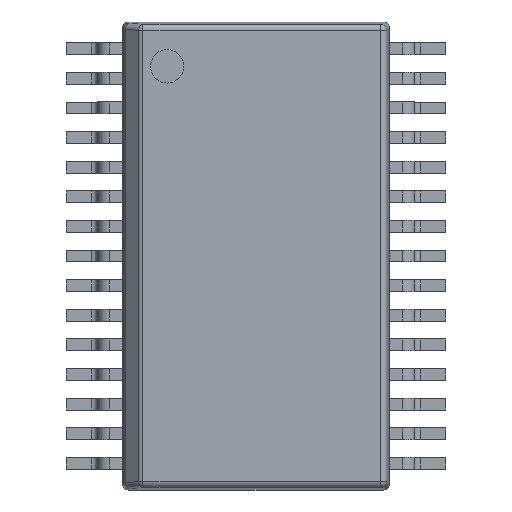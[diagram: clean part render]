
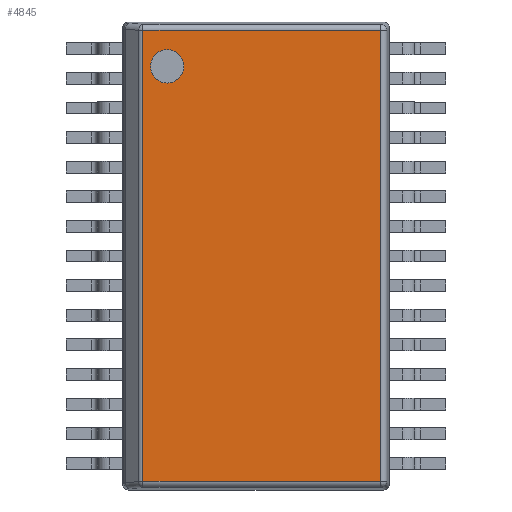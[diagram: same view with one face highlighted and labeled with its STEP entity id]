
A CAD part, top view. The second image highlights one B-rep face of the part: STEP entity #4845.
In plain terms, the highlighted planar face has unit normal (0, 0, 1).
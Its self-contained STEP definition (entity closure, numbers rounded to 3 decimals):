
#4000 = CYLINDRICAL_SURFACE('',#4001,0.1);
#4001 = AXIS2_PLACEMENT_3D('',#4002,#4003,#4004);
#4002 = CARTESIAN_POINT('',(0.3,7.757,1.1));
#4003 = DIRECTION('',(1.,0.,0.));
#4004 = DIRECTION('',(-0.,0.995,0.105));
#4201 = CYLINDRICAL_SURFACE('',#4202,0.1);
#4202 = AXIS2_PLACEMENT_3D('',#4203,#4204,#4205);
#4203 = CARTESIAN_POINT('',(0.3,0.143,1.1));
#4204 = DIRECTION('',(1.,-0.,0.));
#4205 = DIRECTION('',(-0.,-0.995,0.105));
#4302 = CYLINDRICAL_SURFACE('',#4303,0.1);
#4303 = AXIS2_PLACEMENT_3D('',#4304,#4305,#4306);
#4304 = CARTESIAN_POINT('',(0.341,0.053,1.1));
#4305 = DIRECTION('',(0.,1.,0.));
#4306 = DIRECTION('',(-0.707,0.,0.707));
#4463 = VERTEX_POINT('',#4464);
#4464 = CARTESIAN_POINT('',(0.341,7.757,1.2));
#4497 = EDGE_CURVE('',#4463,#4498,#4500,.T.);
#4498 = VERTEX_POINT('',#4499);
#4499 = CARTESIAN_POINT('',(4.357,7.757,1.2));
#4500 = SURFACE_CURVE('',#4501,(#4505,#4512),.PCURVE_S1.);
#4501 = LINE('',#4502,#4503);
#4502 = CARTESIAN_POINT('',(0.3,7.757,1.2));
#4503 = VECTOR('',#4504,1.);
#4504 = DIRECTION('',(1.,0.,0.));
#4505 = PCURVE('',#4000,#4506);
#4506 = DEFINITIONAL_REPRESENTATION('',(#4507),#4511);
#4507 = LINE('',#4508,#4509);
#4508 = CARTESIAN_POINT('',(1.466,0.));
#4509 = VECTOR('',#4510,1.);
#4510 = DIRECTION('',(0.,1.));
#4511 = ( GEOMETRIC_REPRESENTATION_CONTEXT(2) 
PARAMETRIC_REPRESENTATION_CONTEXT() REPRESENTATION_CONTEXT('2D SPACE',''
  ) );
#4512 = PCURVE('',#4513,#4518);
#4513 = PLANE('',#4514);
#4514 = AXIS2_PLACEMENT_3D('',#4515,#4516,#4517);
#4515 = CARTESIAN_POINT('',(0.,0.,1.2));
#4516 = DIRECTION('',(0.,0.,1.));
#4517 = DIRECTION('',(1.,0.,-0.));
#4518 = DEFINITIONAL_REPRESENTATION('',(#4519),#4523);
#4519 = LINE('',#4520,#4521);
#4520 = CARTESIAN_POINT('',(0.3,7.757));
#4521 = VECTOR('',#4522,1.);
#4522 = DIRECTION('',(1.,0.));
#4523 = ( GEOMETRIC_REPRESENTATION_CONTEXT(2) 
PARAMETRIC_REPRESENTATION_CONTEXT() REPRESENTATION_CONTEXT('2D SPACE',''
  ) );
#4641 = VERTEX_POINT('',#4642);
#4642 = CARTESIAN_POINT('',(0.341,0.143,1.2));
#4675 = EDGE_CURVE('',#4641,#4676,#4678,.T.);
#4676 = VERTEX_POINT('',#4677);
#4677 = CARTESIAN_POINT('',(4.357,0.143,1.2));
#4678 = SURFACE_CURVE('',#4679,(#4683,#4690),.PCURVE_S1.);
#4679 = LINE('',#4680,#4681);
#4680 = CARTESIAN_POINT('',(0.3,0.143,1.2));
#4681 = VECTOR('',#4682,1.);
#4682 = DIRECTION('',(1.,-0.,0.));
#4683 = PCURVE('',#4201,#4684);
#4684 = DEFINITIONAL_REPRESENTATION('',(#4685),#4689);
#4685 = LINE('',#4686,#4687);
#4686 = CARTESIAN_POINT('',(-1.466,0.));
#4687 = VECTOR('',#4688,1.);
#4688 = DIRECTION('',(-0.,1.));
#4689 = ( GEOMETRIC_REPRESENTATION_CONTEXT(2) 
PARAMETRIC_REPRESENTATION_CONTEXT() REPRESENTATION_CONTEXT('2D SPACE',''
  ) );
#4690 = PCURVE('',#4513,#4691);
#4691 = DEFINITIONAL_REPRESENTATION('',(#4692),#4696);
#4692 = LINE('',#4693,#4694);
#4693 = CARTESIAN_POINT('',(0.3,0.143));
#4694 = VECTOR('',#4695,1.);
#4695 = DIRECTION('',(1.,0.));
#4696 = ( GEOMETRIC_REPRESENTATION_CONTEXT(2) 
PARAMETRIC_REPRESENTATION_CONTEXT() REPRESENTATION_CONTEXT('2D SPACE',''
  ) );
#4741 = EDGE_CURVE('',#4641,#4463,#4742,.T.);
#4742 = SURFACE_CURVE('',#4743,(#4747,#4754),.PCURVE_S1.);
#4743 = LINE('',#4744,#4745);
#4744 = CARTESIAN_POINT('',(0.341,0.053,1.2));
#4745 = VECTOR('',#4746,1.);
#4746 = DIRECTION('',(0.,1.,0.));
#4747 = PCURVE('',#4302,#4748);
#4748 = DEFINITIONAL_REPRESENTATION('',(#4749),#4753);
#4749 = LINE('',#4750,#4751);
#4750 = CARTESIAN_POINT('',(0.785,0.));
#4751 = VECTOR('',#4752,1.);
#4752 = DIRECTION('',(0.,1.));
#4753 = ( GEOMETRIC_REPRESENTATION_CONTEXT(2) 
PARAMETRIC_REPRESENTATION_CONTEXT() REPRESENTATION_CONTEXT('2D SPACE',''
  ) );
#4754 = PCURVE('',#4513,#4755);
#4755 = DEFINITIONAL_REPRESENTATION('',(#4756),#4760);
#4756 = LINE('',#4757,#4758);
#4757 = CARTESIAN_POINT('',(0.341,0.053));
#4758 = VECTOR('',#4759,1.);
#4759 = DIRECTION('',(0.,1.));
#4760 = ( GEOMETRIC_REPRESENTATION_CONTEXT(2) 
PARAMETRIC_REPRESENTATION_CONTEXT() REPRESENTATION_CONTEXT('2D SPACE',''
  ) );
#4802 = CYLINDRICAL_SURFACE('',#4803,0.1);
#4803 = AXIS2_PLACEMENT_3D('',#4804,#4805,#4806);
#4804 = CARTESIAN_POINT('',(4.357,0.053,1.1));
#4805 = DIRECTION('',(0.,1.,-0.));
#4806 = DIRECTION('',(0.995,0.,0.105));
#4845 = ADVANCED_FACE('',(#4846,#4872),#4513,.T.);
#4846 = FACE_BOUND('',#4847,.T.);
#4847 = EDGE_LOOP('',(#4848,#4849,#4850,#4851));
#4848 = ORIENTED_EDGE('',*,*,#4497,.F.);
#4849 = ORIENTED_EDGE('',*,*,#4741,.F.);
#4850 = ORIENTED_EDGE('',*,*,#4675,.T.);
#4851 = ORIENTED_EDGE('',*,*,#4852,.T.);
#4852 = EDGE_CURVE('',#4676,#4498,#4853,.T.);
#4853 = SURFACE_CURVE('',#4854,(#4858,#4865),.PCURVE_S1.);
#4854 = LINE('',#4855,#4856);
#4855 = CARTESIAN_POINT('',(4.357,0.053,1.2));
#4856 = VECTOR('',#4857,1.);
#4857 = DIRECTION('',(0.,1.,-0.));
#4858 = PCURVE('',#4513,#4859);
#4859 = DEFINITIONAL_REPRESENTATION('',(#4860),#4864);
#4860 = LINE('',#4861,#4862);
#4861 = CARTESIAN_POINT('',(4.357,0.053));
#4862 = VECTOR('',#4863,1.);
#4863 = DIRECTION('',(0.,1.));
#4864 = ( GEOMETRIC_REPRESENTATION_CONTEXT(2) 
PARAMETRIC_REPRESENTATION_CONTEXT() REPRESENTATION_CONTEXT('2D SPACE',''
  ) );
#4865 = PCURVE('',#4802,#4866);
#4866 = DEFINITIONAL_REPRESENTATION('',(#4867),#4871);
#4867 = LINE('',#4868,#4869);
#4868 = CARTESIAN_POINT('',(-1.466,0.));
#4869 = VECTOR('',#4870,1.);
#4870 = DIRECTION('',(-0.,1.));
#4871 = ( GEOMETRIC_REPRESENTATION_CONTEXT(2) 
PARAMETRIC_REPRESENTATION_CONTEXT() REPRESENTATION_CONTEXT('2D SPACE',''
  ) );
#4872 = FACE_BOUND('',#4873,.T.);
#4873 = EDGE_LOOP('',(#4874));
#4874 = ORIENTED_EDGE('',*,*,#4875,.F.);
#4875 = EDGE_CURVE('',#4876,#4876,#4878,.T.);
#4876 = VERTEX_POINT('',#4877);
#4877 = CARTESIAN_POINT('',(1.031,7.15,1.2));
#4878 = SURFACE_CURVE('',#4879,(#4884,#4891),.PCURVE_S1.);
#4879 = CIRCLE('',#4880,0.281);
#4880 = AXIS2_PLACEMENT_3D('',#4881,#4882,#4883);
#4881 = CARTESIAN_POINT('',(0.75,7.15,1.2));
#4882 = DIRECTION('',(0.,0.,1.));
#4883 = DIRECTION('',(1.,0.,-0.));
#4884 = PCURVE('',#4513,#4885);
#4885 = DEFINITIONAL_REPRESENTATION('',(#4886),#4890);
#4886 = CIRCLE('',#4887,0.281);
#4887 = AXIS2_PLACEMENT_2D('',#4888,#4889);
#4888 = CARTESIAN_POINT('',(0.75,7.15));
#4889 = DIRECTION('',(1.,0.));
#4890 = ( GEOMETRIC_REPRESENTATION_CONTEXT(2) 
PARAMETRIC_REPRESENTATION_CONTEXT() REPRESENTATION_CONTEXT('2D SPACE',''
  ) );
#4891 = PCURVE('',#4892,#4897);
#4892 = CYLINDRICAL_SURFACE('',#4893,0.281);
#4893 = AXIS2_PLACEMENT_3D('',#4894,#4895,#4896);
#4894 = CARTESIAN_POINT('',(0.75,7.15,1.1));
#4895 = DIRECTION('',(0.,0.,1.));
#4896 = DIRECTION('',(1.,0.,-0.));
#4897 = DEFINITIONAL_REPRESENTATION('',(#4898),#4902);
#4898 = LINE('',#4899,#4900);
#4899 = CARTESIAN_POINT('',(0.,0.1));
#4900 = VECTOR('',#4901,1.);
#4901 = DIRECTION('',(1.,0.));
#4902 = ( GEOMETRIC_REPRESENTATION_CONTEXT(2) 
PARAMETRIC_REPRESENTATION_CONTEXT() REPRESENTATION_CONTEXT('2D SPACE',''
  ) );
